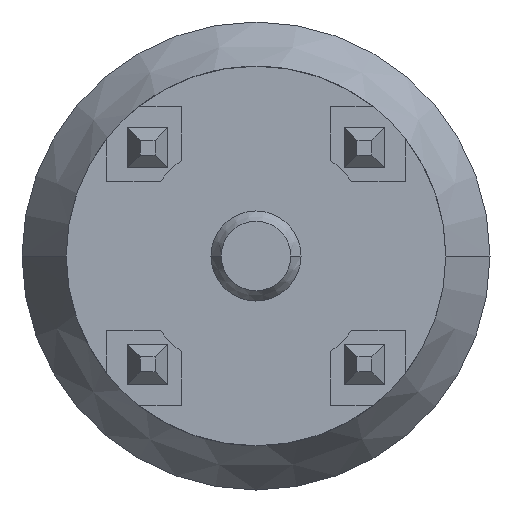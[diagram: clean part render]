
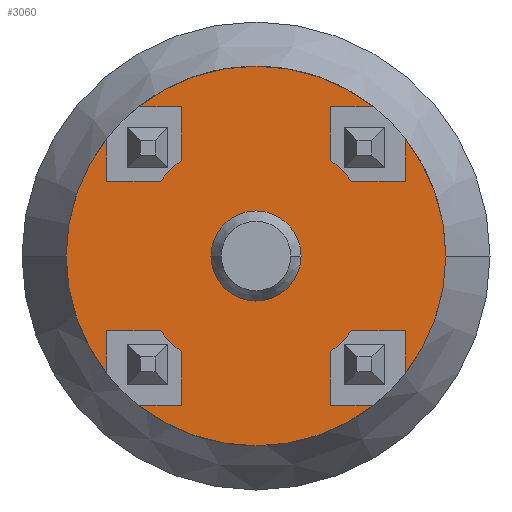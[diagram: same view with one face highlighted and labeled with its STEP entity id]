
A CAD part, left-side view. The second image highlights one B-rep face of the part: STEP entity #3060.
In plain terms, the highlighted planar face has unit normal (-1, 0, 0).
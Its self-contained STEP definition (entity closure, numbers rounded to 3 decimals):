
#32=DIRECTION('',(0.,0.,1.));
#33=VECTOR('',#32,0.998);
#34=CARTESIAN_POINT('',(0.57,3.5,-2.748));
#35=LINE('',#34,#33);
#44=DIRECTION('',(0.,0.,-1.));
#45=VECTOR('',#44,1.257);
#46=CARTESIAN_POINT('',(0.57,-1.75,3.5));
#47=LINE('',#46,#45);
#48=DIRECTION('',(0.,-1.,0.));
#49=VECTOR('',#48,1.257);
#50=CARTESIAN_POINT('',(0.57,-2.243,1.75));
#51=LINE('',#50,#49);
#52=CARTESIAN_POINT('',(0.57,0.,0.));
#53=DIRECTION('',(1.,0.,0.));
#54=DIRECTION('',(0.,-0.787,0.618));
#55=AXIS2_PLACEMENT_3D('',#52,#53,#54);
#57=DIRECTION('',(0.,1.,0.));
#58=VECTOR('',#57,1.257);
#59=CARTESIAN_POINT('',(0.57,-3.5,-1.75));
#60=LINE('',#59,#58);
#61=DIRECTION('',(0.,0.,-1.));
#62=VECTOR('',#61,1.257);
#63=CARTESIAN_POINT('',(0.57,-1.75,-2.243));
#64=LINE('',#63,#62);
#65=CARTESIAN_POINT('',(0.57,0.,0.));
#66=DIRECTION('',(1.,0.,0.));
#67=DIRECTION('',(0.,-0.618,-0.787));
#68=AXIS2_PLACEMENT_3D('',#65,#66,#67);
#70=DIRECTION('',(0.,0.,1.));
#71=VECTOR('',#70,1.257);
#72=CARTESIAN_POINT('',(0.57,1.75,-3.5));
#73=LINE('',#72,#71);
#74=DIRECTION('',(0.,1.,0.));
#75=VECTOR('',#74,1.257);
#76=CARTESIAN_POINT('',(0.57,2.243,-1.75));
#77=LINE('',#76,#75);
#78=CARTESIAN_POINT('',(0.57,0.,0.));
#79=DIRECTION('',(1.,0.,0.));
#80=DIRECTION('',(0.,0.787,-0.618));
#81=AXIS2_PLACEMENT_3D('',#78,#79,#80);
#83=DIRECTION('',(0.,-1.,0.));
#84=VECTOR('',#83,1.257);
#85=CARTESIAN_POINT('',(0.57,3.5,1.75));
#86=LINE('',#85,#84);
#87=DIRECTION('',(0.,0.,1.));
#88=VECTOR('',#87,1.257);
#89=CARTESIAN_POINT('',(0.57,1.75,2.243));
#90=LINE('',#89,#88);
#91=CARTESIAN_POINT('',(0.57,0.,0.));
#92=DIRECTION('',(1.,0.,0.));
#93=DIRECTION('',(0.,0.618,0.787));
#94=AXIS2_PLACEMENT_3D('',#91,#92,#93);
#96=CARTESIAN_POINT('',(0.57,0.,0.));
#97=DIRECTION('',(-1.,0.,0.));
#98=DIRECTION('',(0.,1.,0.));
#99=AXIS2_PLACEMENT_3D('',#96,#97,#98);
#101=CARTESIAN_POINT('',(0.57,0.,0.));
#102=DIRECTION('',(-1.,0.,0.));
#103=DIRECTION('',(0.,-1.,0.));
#104=AXIS2_PLACEMENT_3D('',#101,#102,#103);
#114=DIRECTION('',(0.,-1.,0.));
#115=VECTOR('',#114,0.998);
#116=CARTESIAN_POINT('',(0.57,-1.75,3.5));
#117=LINE('',#116,#115);
#149=DIRECTION('',(0.,0.,-1.));
#150=VECTOR('',#149,0.998);
#151=CARTESIAN_POINT('',(0.57,-3.5,2.748));
#152=LINE('',#151,#150);
#165=CARTESIAN_POINT('',(0.57,0.,0.));
#166=DIRECTION('',(1.,0.,0.));
#167=DIRECTION('',(0.,-0.615,0.788));
#168=AXIS2_PLACEMENT_3D('',#165,#166,#167);
#234=DIRECTION('',(0.,-1.,0.));
#235=VECTOR('',#234,0.998);
#236=CARTESIAN_POINT('',(0.57,2.748,3.5));
#237=LINE('',#236,#235);
#250=CARTESIAN_POINT('',(0.57,0.,0.));
#251=DIRECTION('',(1.,0.,0.));
#252=DIRECTION('',(0.,0.788,0.615));
#253=AXIS2_PLACEMENT_3D('',#250,#251,#252);
#267=DIRECTION('',(0.,0.,1.));
#268=VECTOR('',#267,0.998);
#269=CARTESIAN_POINT('',(0.57,3.5,1.75));
#270=LINE('',#269,#268);
#2125=DIRECTION('',(0.,1.,0.));
#2126=VECTOR('',#2125,0.998);
#2127=CARTESIAN_POINT('',(0.57,1.75,-3.5));
#2128=LINE('',#2127,#2126);
#2133=CARTESIAN_POINT('',(0.57,0.,0.));
#2134=DIRECTION('',(1.,0.,0.));
#2135=DIRECTION('',(0.,0.615,-0.788));
#2136=AXIS2_PLACEMENT_3D('',#2133,#2134,#2135);
#2146=DIRECTION('',(0.,1.,0.));
#2147=VECTOR('',#2146,0.998);
#2148=CARTESIAN_POINT('',(0.57,-2.748,-3.5));
#2149=LINE('',#2148,#2147);
#2162=CARTESIAN_POINT('',(0.57,0.,0.));
#2163=DIRECTION('',(1.,0.,0.));
#2164=DIRECTION('',(0.,-0.788,-0.615));
#2165=AXIS2_PLACEMENT_3D('',#2162,#2163,#2164);
#2179=DIRECTION('',(0.,0.,-1.));
#2180=VECTOR('',#2179,0.998);
#2181=CARTESIAN_POINT('',(0.57,-3.5,-1.75));
#2182=LINE('',#2181,#2180);
#2493=CARTESIAN_POINT('',(0.57,2.748,-3.5));
#2495=VERTEX_POINT('',#2493);
#2497=CARTESIAN_POINT('',(0.57,3.5,-2.748));
#2499=VERTEX_POINT('',#2497);
#2501=CARTESIAN_POINT('',(0.57,-3.5,-2.748));
#2503=VERTEX_POINT('',#2501);
#2505=CARTESIAN_POINT('',(0.57,-2.748,-3.5));
#2507=VERTEX_POINT('',#2505);
#2509=CARTESIAN_POINT('',(0.57,-3.5,2.748));
#2511=VERTEX_POINT('',#2509);
#2513=CARTESIAN_POINT('',(0.57,-2.748,3.5));
#2515=VERTEX_POINT('',#2513);
#2517=CARTESIAN_POINT('',(0.57,3.5,2.748));
#2519=VERTEX_POINT('',#2517);
#2521=CARTESIAN_POINT('',(0.57,2.748,3.5));
#2523=VERTEX_POINT('',#2521);
#2653=CARTESIAN_POINT('',(0.57,-1.75,3.5));
#2654=VERTEX_POINT('',#2653);
#2655=CARTESIAN_POINT('',(0.57,-3.5,1.75));
#2656=VERTEX_POINT('',#2655);
#2657=CARTESIAN_POINT('',(0.57,3.5,1.75));
#2658=VERTEX_POINT('',#2657);
#2659=CARTESIAN_POINT('',(0.57,1.75,3.5));
#2660=VERTEX_POINT('',#2659);
#2661=CARTESIAN_POINT('',(0.57,1.75,-3.5));
#2662=VERTEX_POINT('',#2661);
#2663=CARTESIAN_POINT('',(0.57,3.5,-1.75));
#2664=VERTEX_POINT('',#2663);
#2665=CARTESIAN_POINT('',(0.57,-3.5,-1.75));
#2666=VERTEX_POINT('',#2665);
#2667=CARTESIAN_POINT('',(0.57,-1.75,-3.5));
#2668=VERTEX_POINT('',#2667);
#2669=CARTESIAN_POINT('',(0.57,-1.75,2.243));
#2670=CARTESIAN_POINT('',(0.57,-2.243,1.75));
#2671=VERTEX_POINT('',#2669);
#2672=VERTEX_POINT('',#2670);
#2673=CARTESIAN_POINT('',(0.57,-2.243,-1.75));
#2674=CARTESIAN_POINT('',(0.57,-1.75,-2.243));
#2675=VERTEX_POINT('',#2673);
#2676=VERTEX_POINT('',#2674);
#2677=CARTESIAN_POINT('',(0.57,1.75,-2.243));
#2678=CARTESIAN_POINT('',(0.57,2.243,-1.75));
#2679=VERTEX_POINT('',#2677);
#2680=VERTEX_POINT('',#2678);
#2681=CARTESIAN_POINT('',(0.57,2.243,1.75));
#2682=CARTESIAN_POINT('',(0.57,1.75,2.243));
#2683=VERTEX_POINT('',#2681);
#2684=VERTEX_POINT('',#2682);
#2693=CARTESIAN_POINT('',(0.57,1.055,0.));
#2694=CARTESIAN_POINT('',(0.57,-1.055,0.));
#2695=VERTEX_POINT('',#2693);
#2696=VERTEX_POINT('',#2694);
#3000=CARTESIAN_POINT('',(0.57,-2.065,5.344));
#3001=DIRECTION('',(1.,0.,0.));
#3002=DIRECTION('',(0.,1.,0.));
#3003=AXIS2_PLACEMENT_3D('',#3000,#3001,#3002);
#3004=PLANE('',#3003);
#3006=ORIENTED_EDGE('',*,*,#3005,.T.);
#3008=ORIENTED_EDGE('',*,*,#3007,.T.);
#3010=ORIENTED_EDGE('',*,*,#3009,.T.);
#3012=ORIENTED_EDGE('',*,*,#3011,.F.);
#3014=ORIENTED_EDGE('',*,*,#3013,.T.);
#3016=ORIENTED_EDGE('',*,*,#3015,.F.);
#3018=ORIENTED_EDGE('',*,*,#3017,.T.);
#3020=ORIENTED_EDGE('',*,*,#3019,.T.);
#3022=ORIENTED_EDGE('',*,*,#3021,.T.);
#3024=ORIENTED_EDGE('',*,*,#3023,.F.);
#3026=ORIENTED_EDGE('',*,*,#3025,.T.);
#3028=ORIENTED_EDGE('',*,*,#3027,.F.);
#3030=ORIENTED_EDGE('',*,*,#3029,.T.);
#3032=ORIENTED_EDGE('',*,*,#3031,.T.);
#3034=ORIENTED_EDGE('',*,*,#3033,.T.);
#3035=ORIENTED_EDGE('',*,*,#2990,.F.);
#3037=ORIENTED_EDGE('',*,*,#3036,.T.);
#3039=ORIENTED_EDGE('',*,*,#3038,.F.);
#3041=ORIENTED_EDGE('',*,*,#3040,.T.);
#3043=ORIENTED_EDGE('',*,*,#3042,.T.);
#3045=ORIENTED_EDGE('',*,*,#3044,.T.);
#3047=ORIENTED_EDGE('',*,*,#3046,.F.);
#3049=ORIENTED_EDGE('',*,*,#3048,.T.);
#3051=ORIENTED_EDGE('',*,*,#3050,.F.);
#3052=EDGE_LOOP('',(#3006,#3008,#3010,#3012,#3014,#3016,#3018,#3020,#3022,#3024,
#3026,#3028,#3030,#3032,#3034,#3035,#3037,#3039,#3041,#3043,#3045,#3047,#3049,
#3051));
#3053=FACE_OUTER_BOUND('',#3052,.F.);
#3055=ORIENTED_EDGE('',*,*,#3054,.T.);
#3057=ORIENTED_EDGE('',*,*,#3056,.T.);
#3058=EDGE_LOOP('',(#3055,#3057));
#3059=FACE_BOUND('',#3058,.F.);
#3060=ADVANCED_FACE('',(#3053,#3059),#3004,.F.);
#56=CIRCLE('',#55,4.45);
#69=CIRCLE('',#68,4.45);
#82=CIRCLE('',#81,4.45);
#95=CIRCLE('',#94,4.45);
#100=CIRCLE('',#99,1.055);
#105=CIRCLE('',#104,1.055);
#169=CIRCLE('',#168,2.845);
#254=CIRCLE('',#253,2.845);
#2137=CIRCLE('',#2136,2.845);
#2166=CIRCLE('',#2165,2.845);
#2990=EDGE_CURVE('',#2499,#2664,#35,.T.);
#3005=EDGE_CURVE('',#2654,#2671,#47,.T.);
#3007=EDGE_CURVE('',#2671,#2672,#169,.T.);
#3009=EDGE_CURVE('',#2672,#2656,#51,.T.);
#3011=EDGE_CURVE('',#2511,#2656,#152,.T.);
#3013=EDGE_CURVE('',#2511,#2503,#56,.T.);
#3015=EDGE_CURVE('',#2666,#2503,#2182,.T.);
#3017=EDGE_CURVE('',#2666,#2675,#60,.T.);
#3019=EDGE_CURVE('',#2675,#2676,#2166,.T.);
#3021=EDGE_CURVE('',#2676,#2668,#64,.T.);
#3023=EDGE_CURVE('',#2507,#2668,#2149,.T.);
#3025=EDGE_CURVE('',#2507,#2495,#69,.T.);
#3027=EDGE_CURVE('',#2662,#2495,#2128,.T.);
#3029=EDGE_CURVE('',#2662,#2679,#73,.T.);
#3031=EDGE_CURVE('',#2679,#2680,#2137,.T.);
#3033=EDGE_CURVE('',#2680,#2664,#77,.T.);
#3036=EDGE_CURVE('',#2499,#2519,#82,.T.);
#3038=EDGE_CURVE('',#2658,#2519,#270,.T.);
#3040=EDGE_CURVE('',#2658,#2683,#86,.T.);
#3042=EDGE_CURVE('',#2683,#2684,#254,.T.);
#3044=EDGE_CURVE('',#2684,#2660,#90,.T.);
#3046=EDGE_CURVE('',#2523,#2660,#237,.T.);
#3048=EDGE_CURVE('',#2523,#2515,#95,.T.);
#3050=EDGE_CURVE('',#2654,#2515,#117,.T.);
#3054=EDGE_CURVE('',#2695,#2696,#100,.T.);
#3056=EDGE_CURVE('',#2696,#2695,#105,.T.);
